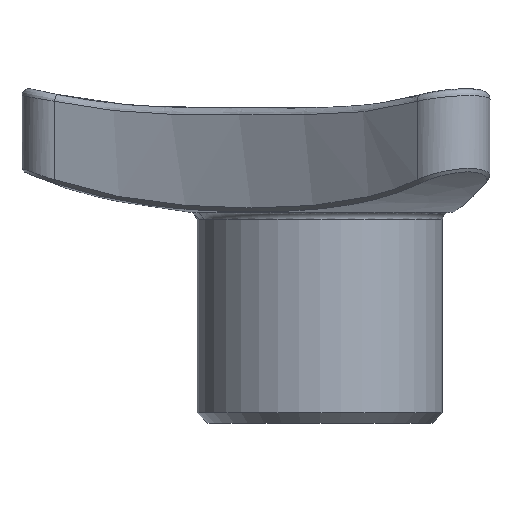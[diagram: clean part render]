
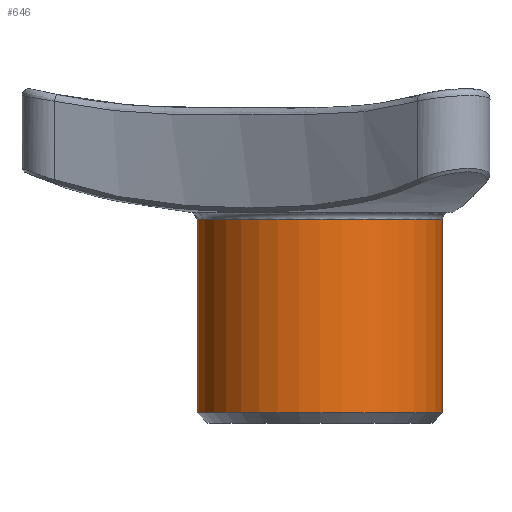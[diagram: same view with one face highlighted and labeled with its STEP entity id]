
A CAD part, left-side view. The second image highlights one B-rep face of the part: STEP entity #646.
In plain terms, the highlighted cylindrical face has radius 17.5 mm (diameter 35 mm), a full revolution.
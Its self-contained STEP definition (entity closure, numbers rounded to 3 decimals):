
#42=CYLINDRICAL_SURFACE('',#684,17.5);
#182=ORIENTED_EDGE('',*,*,#241,.T.);
#183=ORIENTED_EDGE('',*,*,#242,.T.);
#241=EDGE_CURVE('',#283,#283,#302,.T.);
#242=EDGE_CURVE('',#284,#284,#303,.F.);
#283=VERTEX_POINT('',#1597);
#284=VERTEX_POINT('',#1600);
#302=CIRCLE('',#672,17.5);
#303=CIRCLE('',#674,17.5);
#340=EDGE_LOOP('',(#182));
#341=EDGE_LOOP('',(#183));
#384=FACE_BOUND('',#340,.T.);
#385=FACE_BOUND('',#341,.T.);
#646=ADVANCED_FACE('',(#384,#385),#42,.T.);
#672=AXIS2_PLACEMENT_3D('',#1596,#724,#725);
#674=AXIS2_PLACEMENT_3D('',#1599,#728,#729);
#684=AXIS2_PLACEMENT_3D('',#1693,#754,#755);
#724=DIRECTION('',(0.,0.,1.));
#725=DIRECTION('',(1.,0.,0.));
#728=DIRECTION('',(0.,0.,1.));
#729=DIRECTION('',(1.,0.,0.));
#754=DIRECTION('',(0.,0.,1.));
#755=DIRECTION('',(1.,0.,0.));
#1596=CARTESIAN_POINT('',(0.,0.,1.5));
#1597=CARTESIAN_POINT('',(17.5,0.,1.5));
#1599=CARTESIAN_POINT('',(0.,0.,29.081));
#1600=CARTESIAN_POINT('',(17.5,0.,29.081));
#1693=CARTESIAN_POINT('',(0.,0.,33.564));
